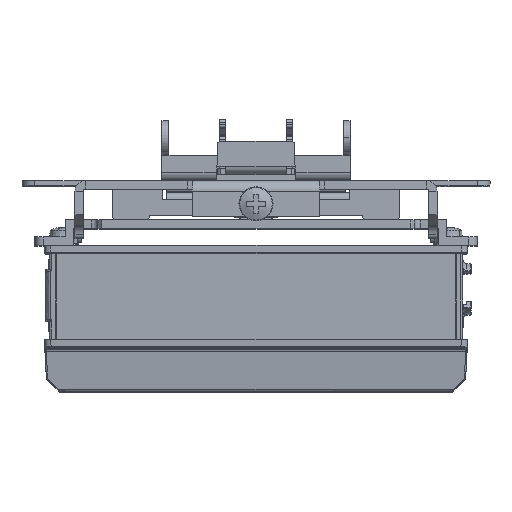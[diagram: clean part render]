
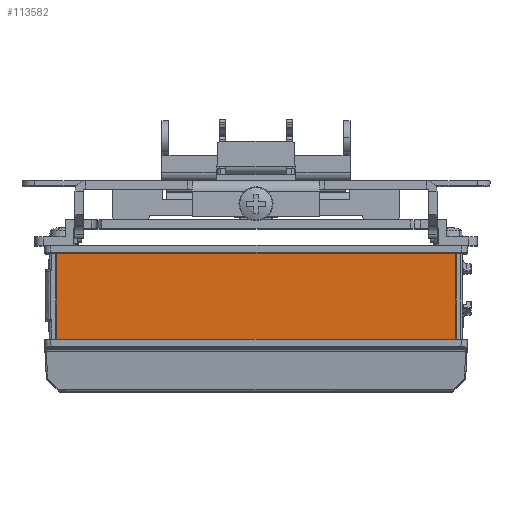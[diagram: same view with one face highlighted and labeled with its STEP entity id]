
A CAD part, top view. The second image highlights one B-rep face of the part: STEP entity #113582.
In plain terms, the highlighted planar face has unit normal (0, 0, 1).
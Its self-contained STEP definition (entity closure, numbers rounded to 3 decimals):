
#11405 = DIRECTION ( 'NONE',  ( 0., 0., 1. ) ) ;
#13827 = CARTESIAN_POINT ( 'NONE',  ( 46.975, 11.05, 1.5 ) ) ;
#15810 = DIRECTION ( 'NONE',  ( 0., 1., 0. ) ) ;
#21428 = CARTESIAN_POINT ( 'NONE',  ( -46.975, 11.05, 1.5 ) ) ;
#23747 = VERTEX_POINT ( 'NONE', #146410 ) ;
#32233 = DIRECTION ( 'NONE',  ( -1., 0., 0. ) ) ;
#44201 = EDGE_CURVE ( 'NONE', #108668, #69488, #115541, .T. ) ;
#50735 = CARTESIAN_POINT ( 'NONE',  ( -46.975, -10.25, 1.5 ) ) ;
#54610 = VECTOR ( 'NONE', #176482, 1000. ) ;
#58632 = DIRECTION ( 'NONE',  ( 1., 0., 0. ) ) ;
#60101 = LINE ( 'NONE', #13827, #171041 ) ;
#69488 = VERTEX_POINT ( 'NONE', #159249 ) ;
#76172 = VECTOR ( 'NONE', #32233, 1000. ) ;
#79681 = VECTOR ( 'NONE', #177028, 1000. ) ;
#83703 = ORIENTED_EDGE ( 'NONE', *, *, #174539, .T. ) ;
#85911 = FACE_OUTER_BOUND ( 'NONE', #176551, .T. ) ;
#93157 = AXIS2_PLACEMENT_3D ( 'NONE', #193635, #11405, #58632 ) ;
#96689 = EDGE_CURVE ( 'NONE', #132421, #108668, #114980, .T. ) ;
#108668 = VERTEX_POINT ( 'NONE', #50735 ) ;
#113582 = ADVANCED_FACE ( 'NONE', ( #85911 ), #163385, .T. ) ;
#114980 = LINE ( 'NONE', #21428, #54610 ) ;
#115541 = LINE ( 'NONE', #197810, #79681 ) ;
#122005 = ORIENTED_EDGE ( 'NONE', *, *, #44201, .T. ) ;
#132421 = VERTEX_POINT ( 'NONE', #160941 ) ;
#134536 = EDGE_CURVE ( 'NONE', #69488, #23747, #60101, .T. ) ;
#143843 = LINE ( 'NONE', #157001, #76172 ) ;
#146410 = CARTESIAN_POINT ( 'NONE',  ( 46.975, 11.05, 1.5 ) ) ;
#157001 = CARTESIAN_POINT ( 'NONE',  ( -46.975, 11.05, 1.5 ) ) ;
#159249 = CARTESIAN_POINT ( 'NONE',  ( 46.975, -10.25, 1.5 ) ) ;
#160941 = CARTESIAN_POINT ( 'NONE',  ( -46.975, 11.05, 1.5 ) ) ;
#163385 = PLANE ( 'NONE',  #93157 ) ;
#171041 = VECTOR ( 'NONE', #15810, 1000. ) ;
#174539 = EDGE_CURVE ( 'NONE', #23747, #132421, #143843, .T. ) ;
#176482 = DIRECTION ( 'NONE',  ( 0., -1., 0. ) ) ;
#176551 = EDGE_LOOP ( 'NONE', ( #184276, #122005, #198554, #83703 ) ) ;
#177028 = DIRECTION ( 'NONE',  ( 1., 0., 0. ) ) ;
#184276 = ORIENTED_EDGE ( 'NONE', *, *, #96689, .T. ) ;
#193635 = CARTESIAN_POINT ( 'NONE',  ( 0., 0., 1.5 ) ) ;
#197810 = CARTESIAN_POINT ( 'NONE',  ( -46.975, -10.25, 1.5 ) ) ;
#198554 = ORIENTED_EDGE ( 'NONE', *, *, #134536, .T. ) ;
